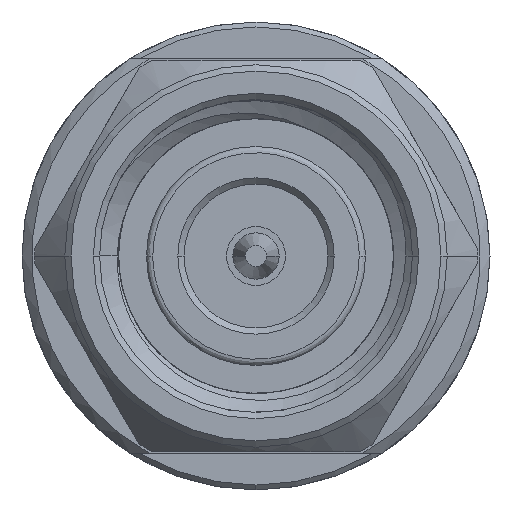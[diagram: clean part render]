
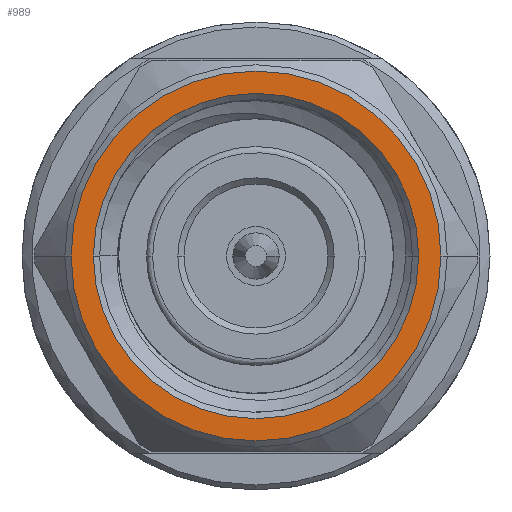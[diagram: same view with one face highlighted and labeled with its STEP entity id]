
A CAD part, left-side view. The second image highlights one B-rep face of the part: STEP entity #989.
In plain terms, the highlighted planar face has unit normal (-1, 0, 0).
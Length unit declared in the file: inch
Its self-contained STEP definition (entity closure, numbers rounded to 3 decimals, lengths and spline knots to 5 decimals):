
#364 = DIRECTION ( 'NONE',  ( 1., 0., 0. ) ) ;
#649 = CARTESIAN_POINT ( 'NONE',  ( 0., 0., 0. ) ) ;
#989 = ADVANCED_FACE ( 'NONE', ( #6261, #4691 ), #2196, .F. ) ;
#1009 = DIRECTION ( 'NONE',  ( 0., 0., -1. ) ) ;
#1014 = ORIENTED_EDGE ( 'NONE', *, *, #4300, .T. ) ;
#1068 = AXIS2_PLACEMENT_3D ( 'NONE', #3757, #5846, #1009 ) ;
#1169 = CIRCLE ( 'NONE', #3033, 0.13 ) ;
#1363 = EDGE_CURVE ( 'NONE', #5643, #4698, #1615, .T. ) ;
#1426 = DIRECTION ( 'NONE',  ( 0., 0., -1. ) ) ;
#1458 = CARTESIAN_POINT ( 'NONE',  ( 0., 0., 0. ) ) ;
#1615 = CIRCLE ( 'NONE', #2285, 0.14779 ) ;
#1629 = ORIENTED_EDGE ( 'NONE', *, *, #2349, .T. ) ;
#1643 = CARTESIAN_POINT ( 'NONE',  ( 0., 0., 0. ) ) ;
#2085 = DIRECTION ( 'NONE',  ( 1., 0., 0. ) ) ;
#2182 = VERTEX_POINT ( 'NONE', #4188 ) ;
#2196 = PLANE ( 'NONE',  #1068 ) ;
#2285 = AXIS2_PLACEMENT_3D ( 'NONE', #6732, #2085, #5187 ) ;
#2349 = EDGE_CURVE ( 'NONE', #6783, #2182, #1169, .T. ) ;
#2386 = CIRCLE ( 'NONE', #6229, 0.14779 ) ;
#2669 = DIRECTION ( 'NONE',  ( 1., 0., 0. ) ) ;
#2910 = CARTESIAN_POINT ( 'NONE',  ( 0., 0., -0.13 ) ) ;
#3033 = AXIS2_PLACEMENT_3D ( 'NONE', #649, #5237, #4738 ) ;
#3660 = ORIENTED_EDGE ( 'NONE', *, *, #4983, .F. ) ;
#3720 = DIRECTION ( 'NONE',  ( 0., 0., -1. ) ) ;
#3757 = CARTESIAN_POINT ( 'NONE',  ( 0., 0., 0. ) ) ;
#4188 = CARTESIAN_POINT ( 'NONE',  ( 0., 0., 0.13 ) ) ;
#4300 = EDGE_CURVE ( 'NONE', #2182, #6783, #5129, .T. ) ;
#4632 = EDGE_LOOP ( 'NONE', ( #1629, #1014 ) ) ;
#4634 = CARTESIAN_POINT ( 'NONE',  ( 0., 0., -0.14779 ) ) ;
#4691 = FACE_OUTER_BOUND ( 'NONE', #5910, .T. ) ;
#4698 = VERTEX_POINT ( 'NONE', #5278 ) ;
#4738 = DIRECTION ( 'NONE',  ( 0., 0., -1. ) ) ;
#4983 = EDGE_CURVE ( 'NONE', #4698, #5643, #2386, .T. ) ;
#5129 = CIRCLE ( 'NONE', #6010, 0.13 ) ;
#5187 = DIRECTION ( 'NONE',  ( 0., 0., -1. ) ) ;
#5237 = DIRECTION ( 'NONE',  ( 1., 0., 0. ) ) ;
#5278 = CARTESIAN_POINT ( 'NONE',  ( 0., 0., 0.14779 ) ) ;
#5643 = VERTEX_POINT ( 'NONE', #4634 ) ;
#5846 = DIRECTION ( 'NONE',  ( 1., 0., 0. ) ) ;
#5910 = EDGE_LOOP ( 'NONE', ( #6078, #3660 ) ) ;
#6010 = AXIS2_PLACEMENT_3D ( 'NONE', #1643, #2669, #3720 ) ;
#6078 = ORIENTED_EDGE ( 'NONE', *, *, #1363, .F. ) ;
#6229 = AXIS2_PLACEMENT_3D ( 'NONE', #1458, #364, #1426 ) ;
#6261 = FACE_BOUND ( 'NONE', #4632, .T. ) ;
#6732 = CARTESIAN_POINT ( 'NONE',  ( 0., 0., 0. ) ) ;
#6783 = VERTEX_POINT ( 'NONE', #2910 ) ;
